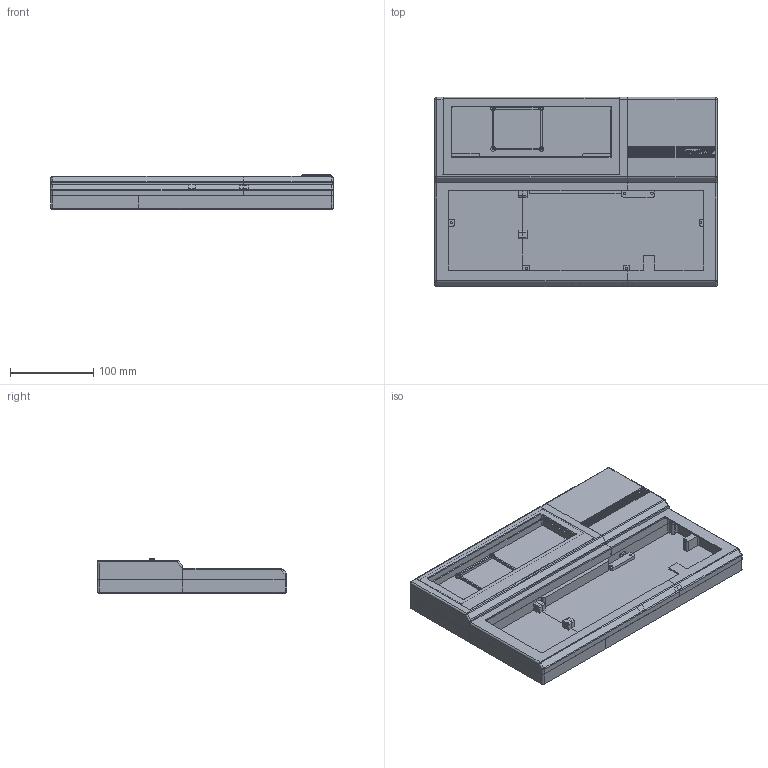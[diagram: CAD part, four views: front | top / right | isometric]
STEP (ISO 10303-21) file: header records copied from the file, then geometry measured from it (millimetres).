
FILE_DESCRIPTION(/* description */ (''),/* implementation_level */ '2;1');
FILE_NAME(/* name */ 'typeframe-px-88.step',/* time_stamp */ '2025-11-03T09:15:25-06:00',/* author */ (''),/* organization */ (''),/* preprocessor_version */ 'ST-DEVELOPER v20.1',/* originating_system */ 'Autodesk Translation Framework v14.17.0.0',/* authorisation */ '');
FILE_SCHEMA (('AUTOMOTIVE_DESIGN { 1 0 10303 214 3 1 1 }'));
Length unit declared in the file: millimetre
Products named in the file (9): Typeframe Latest; main; screen; hinge; screen border; case; case lid;  side; keyboard case
Assembly tree (9 placements, depth 3):
  Typeframe Latest
    main
      screen
      hinge  x2
      screen border
      case
      case lid
     side
    keyboard case
Bounding box: 340 x 228.1 x 41 mm (x, y, z)
Volume: 635054.4 mm3; surface area: 486359.2 mm2
Topology: 23 solids, 23 shells, 1284 faces, 3446 edges, 2277 vertices
Faces by surface type: plane 832, cylinder 370, bspline 65, cone 9, sphere 8
Full cylindrical faces by diameter (mm): 2.2 x4, 2.5 x4, 2.6 x45, 3 x2, 4.5 x4, 5 x15, 5.5 x4, 6 x5, 6.2 x1, 9.836 x14, 10.473 x20, 11.633 x14
Entity records: 41917 total; most frequent: CARTESIAN_POINT 12245, ORIENTED_EDGE 6316, DIRECTION 5779, EDGE_CURVE 3158, LINE 2291, VECTOR 2291, VERTEX_POINT 2085, AXIS2_PLACEMENT_3D 1744
